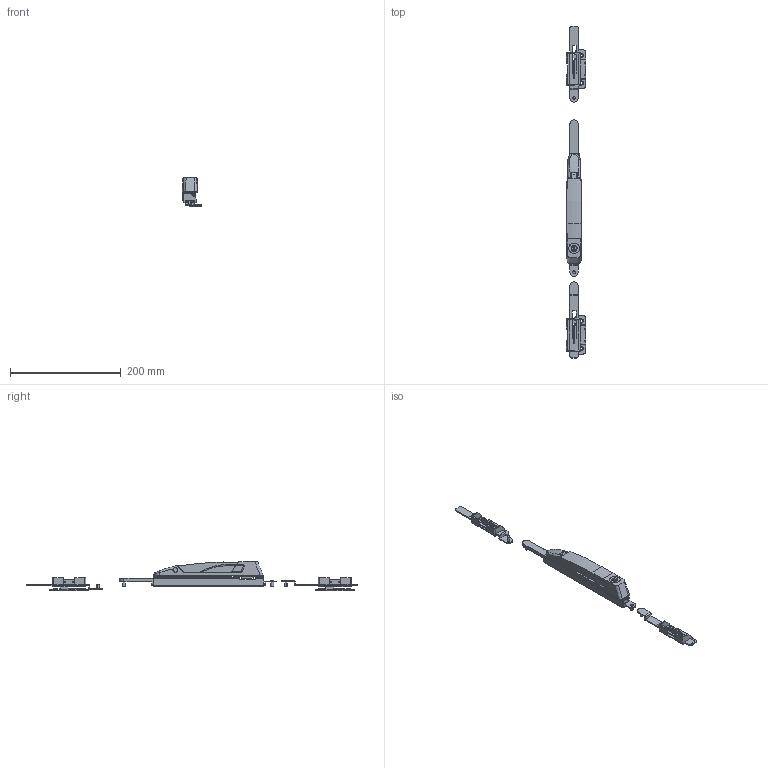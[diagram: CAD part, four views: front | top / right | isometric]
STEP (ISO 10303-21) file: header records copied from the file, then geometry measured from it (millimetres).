
FILE_DESCRIPTION (( 'STEP AP203' ), '1' );
FILE_NAME ('sone3D.STEP', '2014-09-11T02:23:08', ( '' ), ( '' ), 'SwSTEP 2.0', 'SolidWorks 2012', '' );
FILE_SCHEMA (( 'CONFIG_CONTROL_DESIGN' ));
Length unit declared in the file: millimetre
Products named in the file (11): A-1432ハンドル; A-1432本体; sone3D; A-1432ストライカーB; A-1432ストライカーA; A-1432儘僢僋僾儗乕僩A; A-1432スライダー; A-1432僗儔僀僟乕働乕僗; A-1432儘僢僋僾儗乕僩B_; A-1432パッキン_
Assembly tree (14 placements, depth 3):
  sone3D
    A-1432本体
    A-1432ハンドル
    A-1432パッキン_
    A-1432儘僢僋僾儗乕僩B_  x2
    A-1432スライダー
      A-1432僗儔僀僟乕働乕僗
      A-1432スライダー
    A-1432儘僢僋僾儗乕僩A  x2
    A-1432ストライカーA  x2
    A-1432ストライカーB  x2
Bounding box: 35 x 600 x 54 mm (x, y, z)
Volume: 140278.6 mm3; surface area: 107745.7 mm2
Topology: 13 solids, 13 shells, 680 faces, 1889 edges, 1239 vertices
Faces by surface type: plane 396, cylinder 243, torus 21, cone 14, bspline 6
Entity records: 19770 total; most frequent: CARTESIAN_POINT 4544, ORIENTED_EDGE 2966, DIRECTION 2884, EDGE_CURVE 1483, LINE 978, VECTOR 978, VERTEX_POINT 971, AXIS2_PLACEMENT_3D 953
